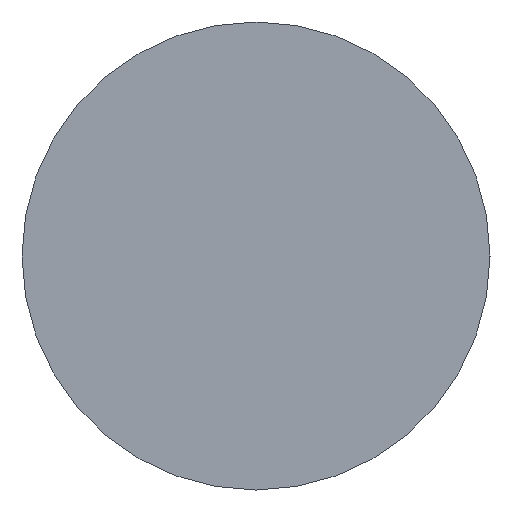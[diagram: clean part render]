
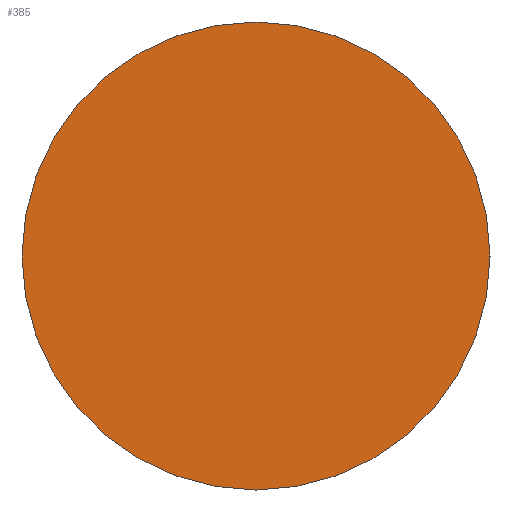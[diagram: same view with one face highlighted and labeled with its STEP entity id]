
A CAD part, left-side view. The second image highlights one B-rep face of the part: STEP entity #385.
In plain terms, the highlighted planar face has unit normal (-1, 0, 0).
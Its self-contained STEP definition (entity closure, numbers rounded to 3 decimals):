
#32 = VERTEX_POINT ( 'NONE', #80 ) ;
#67 = CARTESIAN_POINT ( 'NONE',  ( -1.75, 0.8, 0. ) ) ;
#80 = CARTESIAN_POINT ( 'NONE',  ( -1.75, 0.8, -0.8 ) ) ;
#105 = VERTEX_POINT ( 'NONE', #683 ) ;
#147 = DIRECTION ( 'NONE',  ( 0., 0., -1. ) ) ;
#179 = CARTESIAN_POINT ( 'NONE',  ( -1.75, 0.8, 0. ) ) ;
#180 = EDGE_CURVE ( 'NONE', #32, #105, #889, .T. ) ;
#303 = EDGE_LOOP ( 'NONE', ( #763, #594 ) ) ;
#312 = FACE_OUTER_BOUND ( 'NONE', #303, .T. ) ;
#324 = AXIS2_PLACEMENT_3D ( 'NONE', #693, #777, #491 ) ;
#330 = CIRCLE ( 'NONE', #324, 0.8 ) ;
#344 = AXIS2_PLACEMENT_3D ( 'NONE', #179, #692, #847 ) ;
#385 = ADVANCED_FACE ( 'NONE', ( #312 ), #588, .F. ) ;
#439 = DIRECTION ( 'NONE',  ( 1., 0., 0. ) ) ;
#480 = EDGE_CURVE ( 'NONE', #105, #32, #330, .T. ) ;
#491 = DIRECTION ( 'NONE',  ( 0., 0., 1. ) ) ;
#586 = AXIS2_PLACEMENT_3D ( 'NONE', #67, #439, #147 ) ;
#588 = PLANE ( 'NONE',  #586 ) ;
#594 = ORIENTED_EDGE ( 'NONE', *, *, #180, .T. ) ;
#683 = CARTESIAN_POINT ( 'NONE',  ( -1.75, 0.8, 0.8 ) ) ;
#692 = DIRECTION ( 'NONE',  ( -1., 0., 0. ) ) ;
#693 = CARTESIAN_POINT ( 'NONE',  ( -1.75, 0.8, 0. ) ) ;
#763 = ORIENTED_EDGE ( 'NONE', *, *, #480, .T. ) ;
#777 = DIRECTION ( 'NONE',  ( -1., 0., 0. ) ) ;
#847 = DIRECTION ( 'NONE',  ( 0., 0., 1. ) ) ;
#889 = CIRCLE ( 'NONE', #344, 0.8 ) ;
